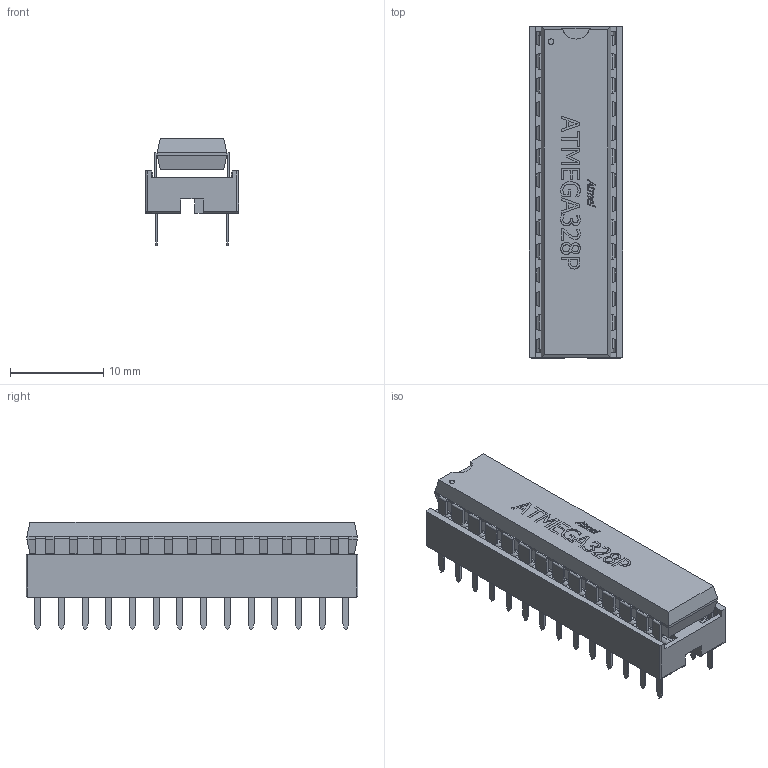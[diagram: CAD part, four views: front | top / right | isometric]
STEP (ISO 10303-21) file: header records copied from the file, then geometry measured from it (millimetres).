
FILE_DESCRIPTION(/* description */ (''),/* implementation_level */ '2;1');
FILE_NAME(/* name */ 'ATMEGA328p_Socketed.stp',/* time_stamp */ '2018-07-28T22:21:55+02:00',/* author */ ('gabri'),/* organization */ (''),/* preprocessor_version */ 'ST-DEVELOPER v17',/* originating_system */ 'Autodesk Inventor 2019',/* authorisation */ '');
FILE_SCHEMA (('AUTOMOTIVE_DESIGN { 1 0 10303 214 3 1 1 }'));
Length unit declared in the file: millimetre
Products named in the file (1): Atmel ATMega328p Socketed
Bounding box: 10 x 35.55 x 11.5 mm (x, y, z)
Volume: 1885.3 mm3; surface area: 3788.3 mm2
Topology: 2 solids, 2 shells, 1674 faces, 4733 edges, 3114 vertices
Faces by surface type: plane 1258, cylinder 315, bspline 101
Full cylindrical faces by diameter (mm): 0.602 x1
Entity records: 56152 total; most frequent: CARTESIAN_POINT 11147, ORIENTED_EDGE 9466, DIRECTION 8307, EDGE_CURVE 4733, LINE 3903, VECTOR 3903, VERTEX_POINT 3114, AXIS2_PLACEMENT_3D 2202
